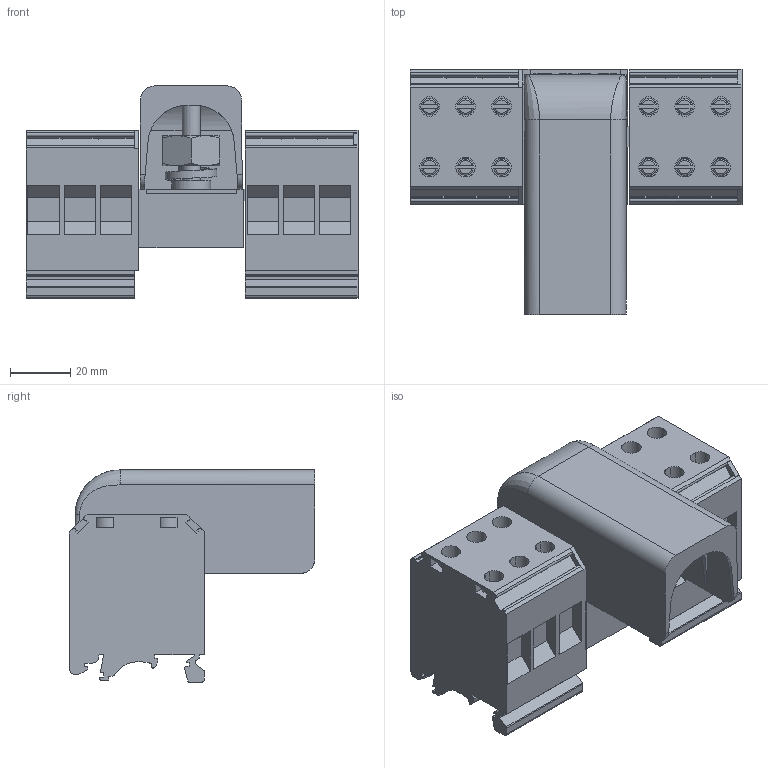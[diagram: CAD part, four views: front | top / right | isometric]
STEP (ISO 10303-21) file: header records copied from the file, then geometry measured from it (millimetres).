
FILE_DESCRIPTION(/* description */ ('Unknown'),/* implementation_level */ '2;1');
FILE_NAME(/* name */ 'DBK150-25-1X6_3D_SOLID',/* time_stamp */ '2025-03-29T14:50:37+05:00',/* author */ ('Unknown'),/* organization */ ('Unknown'),/* preprocessor_version */ 'ST-DEVELOPER v16.7',/* originating_system */ 'Solid Edge',/* authorisation */ 'Unknown');
FILE_SCHEMA (('AUTOMOTIVE_DESIGN {1 0 10303 214 3 1 1}'));
Length unit declared in the file: millimetre
Products named in the file (1): DBK150-25-1X6_3D_SOLID
Bounding box: 110.6 x 81.88 x 70.7 mm (x, y, z)
Volume: 193551.1 mm3; surface area: 72145.6 mm2
Topology: 19 solids, 36 shells, 1431 faces, 3731 edges, 2435 vertices
Faces by surface type: plane 1043, cylinder 247, bspline 57, cone 42, torus 38, sphere 4
Full cylindrical faces by diameter (mm): 1.5 x4, 3 x4, 3.15 x4, 3.5 x6, 3.6 x2, 4.459 x2, 5 x6, 6 x1, 6.5 x6, 6.6 x2, 7.8 x2, 9 x2, 13 x2
Entity records: 54700 total; most frequent: CARTESIAN_POINT 10775, ORIENTED_EDGE 7238, DIRECTION 6757, EDGE_CURVE 3619, LINE 2679, VECTOR 2679, VERTEX_POINT 2401, AXIS2_PLACEMENT_3D 2039
